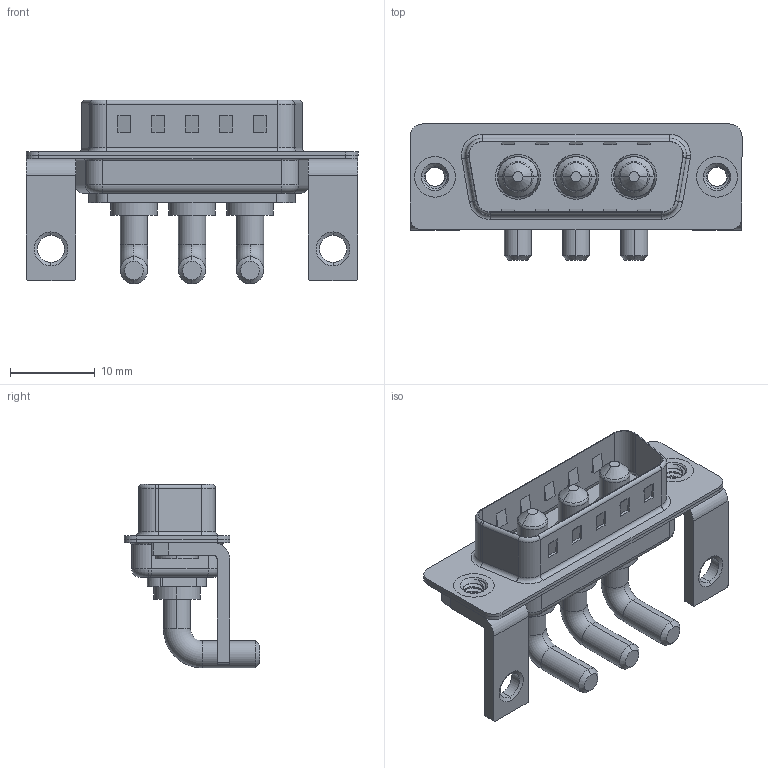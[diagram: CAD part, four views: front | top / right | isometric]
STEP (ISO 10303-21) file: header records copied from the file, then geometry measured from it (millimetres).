
FILE_DESCRIPTION (( 'STEP AP203' ), '1' );
FILE_NAME ('629-3W3-240-3T4.STEP', '2022-05-04T20:47:24', ( '' ), ( '' ), 'SwSTEP 2.0', 'SolidWorks 2020', '' );
FILE_SCHEMA (( 'CONFIG_CONTROL_DESIGN' ));
Length unit declared in the file: millimetre
Products named in the file (7): 629Combo Shell Front_15 Contacts; 629Combo Shell Rear_15 Contacts; 629Combo Housing_3W3; 629-3W3-240-3T4; 629Combo Threaded Rivet_3; Power Pin_30A RA; 629Combo Stabilizer Bracket
Assembly tree (10 placements, depth 2):
  629-3W3-240-3T4
    629Combo Housing_3W3
    629Combo Shell Rear_15 Contacts
    629Combo Shell Front_15 Contacts
    629Combo Threaded Rivet_3  x2
    629Combo Stabilizer Bracket  x2
    Power Pin_30A RA  x3
Bounding box: 39.2 x 16.05 x 21.7 mm (x, y, z)
Volume: 2603.7 mm3; surface area: 5631.5 mm2
Topology: 13 solids, 13 shells, 509 faces, 1239 edges, 776 vertices
Faces by surface type: cylinder 214, plane 189, torus 62, cone 35, bspline 9
Entity records: 13611 total; most frequent: CARTESIAN_POINT 3438, DIRECTION 2053, ORIENTED_EDGE 1886, EDGE_CURVE 943, AXIS2_PLACEMENT_3D 766, VERTEX_POINT 593, VECTOR 521, LINE 521
